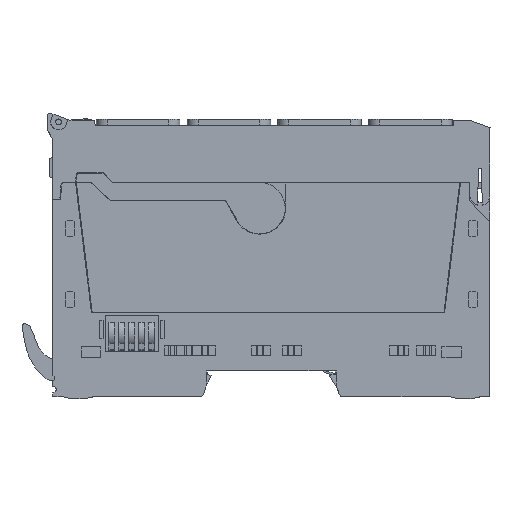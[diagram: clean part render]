
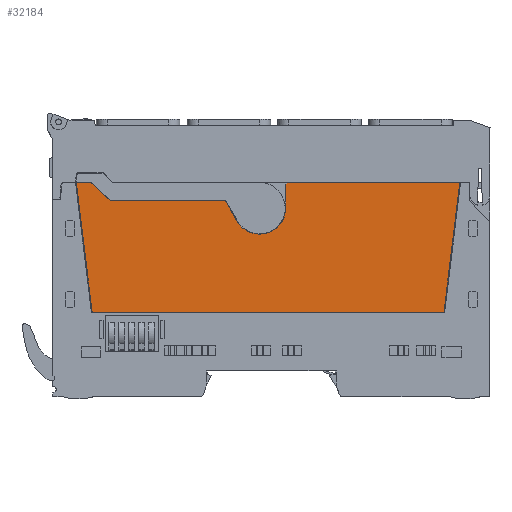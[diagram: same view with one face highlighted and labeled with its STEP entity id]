
A CAD part, left-side view. The second image highlights one B-rep face of the part: STEP entity #32184.
In plain terms, the highlighted planar face has unit normal (-1, 0, 0).
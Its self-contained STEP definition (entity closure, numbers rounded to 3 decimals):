
#1637=AXIS2_PLACEMENT_3D('Plane Axis2P3D',#1634,#1635,#1636) ;
#26664=AXIS2_PLACEMENT_3D('Circle Axis2P3D',#26662,#26663,$) ;
#26714=AXIS2_PLACEMENT_3D('Circle Axis2P3D',#26712,#26713,$) ;
#26789=AXIS2_PLACEMENT_3D('Circle Axis2P3D',#26787,#26788,$) ;
#1634=CARTESIAN_POINT('Axis2P3D Location',(0.,118.817,0.6)) ;
#26494=CARTESIAN_POINT('Vertex',(0.,55.85,52.075)) ;
#26497=CARTESIAN_POINT('Line Origine',(0.,55.85,55.325)) ;
#26501=CARTESIAN_POINT('Vertex',(0.,55.85,58.575)) ;
#26522=CARTESIAN_POINT('Line Origine',(0.,55.6,58.825)) ;
#26526=CARTESIAN_POINT('Vertex',(0.,55.35,59.075)) ;
#26542=CARTESIAN_POINT('Line Origine',(0.,31.799,59.075)) ;
#26546=CARTESIAN_POINT('Vertex',(0.,8.248,59.075)) ;
#26567=CARTESIAN_POINT('Line Origine',(0.,10.421,41.375)) ;
#26571=CARTESIAN_POINT('Vertex',(0.,12.595,23.675)) ;
#26592=CARTESIAN_POINT('Line Origine',(0.,60.65,23.675)) ;
#26596=CARTESIAN_POINT('Vertex',(0.,108.705,23.675)) ;
#26617=CARTESIAN_POINT('Line Origine',(0.,110.879,41.375)) ;
#26621=CARTESIAN_POINT('Vertex',(0.,113.052,59.075)) ;
#26637=CARTESIAN_POINT('Line Origine',(0.,111.224,59.075)) ;
#26641=CARTESIAN_POINT('Vertex',(0.,109.396,59.075)) ;
#26662=CARTESIAN_POINT('Axis2P3D Location',(0.,109.396,58.075)) ;
#26666=CARTESIAN_POINT('Vertex',(0.,108.688,58.782)) ;
#26687=CARTESIAN_POINT('Line Origine',(0.,106.76,56.853)) ;
#26691=CARTESIAN_POINT('Vertex',(0.,104.831,54.924)) ;
#26712=CARTESIAN_POINT('Axis2P3D Location',(0.,102.78,56.975)) ;
#26716=CARTESIAN_POINT('Vertex',(0.,102.78,54.075)) ;
#26737=CARTESIAN_POINT('Line Origine',(0.,87.542,54.075)) ;
#26741=CARTESIAN_POINT('Vertex',(0.,72.303,54.075)) ;
#26762=CARTESIAN_POINT('Line Origine',(0.,70.701,51.3)) ;
#26766=CARTESIAN_POINT('Vertex',(0.,69.099,48.525)) ;
#26787=CARTESIAN_POINT('Axis2P3D Location',(0.,62.95,52.075)) ;
#1635=DIRECTION('Axis2P3D Direction',(1.,0.,0.)) ;
#1636=DIRECTION('Axis2P3D XDirection',(0.,-1.,0.)) ;
#26498=DIRECTION('Vector Direction',(0.,0.,1.)) ;
#26523=DIRECTION('Vector Direction',(0.,-0.707,0.707)) ;
#26543=DIRECTION('Vector Direction',(0.,-1.,0.)) ;
#26568=DIRECTION('Vector Direction',(0.,0.122,-0.993)) ;
#26593=DIRECTION('Vector Direction',(0.,1.,0.)) ;
#26618=DIRECTION('Vector Direction',(0.,0.122,0.993)) ;
#26638=DIRECTION('Vector Direction',(0.,-1.,0.)) ;
#26663=DIRECTION('Axis2P3D Direction',(-1.,0.,0.)) ;
#26688=DIRECTION('Vector Direction',(0.,-0.707,-0.707)) ;
#26713=DIRECTION('Axis2P3D Direction',(-1.,0.,0.)) ;
#26738=DIRECTION('Vector Direction',(0.,-1.,0.)) ;
#26763=DIRECTION('Vector Direction',(0.,-0.5,-0.866)) ;
#26788=DIRECTION('Axis2P3D Direction',(-1.,0.,0.)) ;
#26499=VECTOR('Line Direction',#26498,1.) ;
#26524=VECTOR('Line Direction',#26523,1.) ;
#26544=VECTOR('Line Direction',#26543,1.) ;
#26569=VECTOR('Line Direction',#26568,1.) ;
#26594=VECTOR('Line Direction',#26593,1.) ;
#26619=VECTOR('Line Direction',#26618,1.) ;
#26639=VECTOR('Line Direction',#26638,1.) ;
#26689=VECTOR('Line Direction',#26688,1.) ;
#26739=VECTOR('Line Direction',#26738,1.) ;
#26764=VECTOR('Line Direction',#26763,1.) ;
#32170=ORIENTED_EDGE('',*,*,#26573,.T.) ;
#32171=ORIENTED_EDGE('',*,*,#26548,.T.) ;
#32172=ORIENTED_EDGE('',*,*,#26528,.T.) ;
#32173=ORIENTED_EDGE('',*,*,#26503,.T.) ;
#32174=ORIENTED_EDGE('',*,*,#26791,.T.) ;
#32175=ORIENTED_EDGE('',*,*,#26768,.T.) ;
#32176=ORIENTED_EDGE('',*,*,#26743,.T.) ;
#32177=ORIENTED_EDGE('',*,*,#26718,.T.) ;
#32178=ORIENTED_EDGE('',*,*,#26693,.T.) ;
#32179=ORIENTED_EDGE('',*,*,#26668,.T.) ;
#32180=ORIENTED_EDGE('',*,*,#26643,.T.) ;
#32181=ORIENTED_EDGE('',*,*,#26623,.T.) ;
#32182=ORIENTED_EDGE('',*,*,#26598,.T.) ;
#32184=ADVANCED_FACE('Modul',(#32183),#1638,.F.) ;
#26665=CIRCLE('generated circle',#26664,1.) ;
#26715=CIRCLE('generated circle',#26714,2.9) ;
#26790=CIRCLE('generated circle',#26789,7.1) ;
#26503=EDGE_CURVE('',#26502,#26495,#26500,.F.) ;
#26528=EDGE_CURVE('',#26527,#26502,#26525,.F.) ;
#26548=EDGE_CURVE('',#26547,#26527,#26545,.F.) ;
#26573=EDGE_CURVE('',#26572,#26547,#26570,.F.) ;
#26598=EDGE_CURVE('',#26597,#26572,#26595,.F.) ;
#26623=EDGE_CURVE('',#26622,#26597,#26620,.F.) ;
#26643=EDGE_CURVE('',#26642,#26622,#26640,.F.) ;
#26668=EDGE_CURVE('',#26667,#26642,#26665,.T.) ;
#26693=EDGE_CURVE('',#26692,#26667,#26690,.F.) ;
#26718=EDGE_CURVE('',#26717,#26692,#26715,.F.) ;
#26743=EDGE_CURVE('',#26742,#26717,#26740,.F.) ;
#26768=EDGE_CURVE('',#26767,#26742,#26765,.F.) ;
#26791=EDGE_CURVE('',#26495,#26767,#26790,.F.) ;
#32169=EDGE_LOOP('',(#32170,#32171,#32172,#32173,#32174,#32175,#32176,#32177,#32178,#32179,#32180,#32181,#32182)) ;
#32183=FACE_OUTER_BOUND('',#32169,.T.) ;
#26500=LINE('Line',#26497,#26499) ;
#26525=LINE('Line',#26522,#26524) ;
#26545=LINE('Line',#26542,#26544) ;
#26570=LINE('Line',#26567,#26569) ;
#26595=LINE('Line',#26592,#26594) ;
#26620=LINE('Line',#26617,#26619) ;
#26640=LINE('Line',#26637,#26639) ;
#26690=LINE('Line',#26687,#26689) ;
#26740=LINE('Line',#26737,#26739) ;
#26765=LINE('Line',#26762,#26764) ;
#1638=PLANE('',#1637) ;
#26495=VERTEX_POINT('',#26494) ;
#26502=VERTEX_POINT('',#26501) ;
#26527=VERTEX_POINT('',#26526) ;
#26547=VERTEX_POINT('',#26546) ;
#26572=VERTEX_POINT('',#26571) ;
#26597=VERTEX_POINT('',#26596) ;
#26622=VERTEX_POINT('',#26621) ;
#26642=VERTEX_POINT('',#26641) ;
#26667=VERTEX_POINT('',#26666) ;
#26692=VERTEX_POINT('',#26691) ;
#26717=VERTEX_POINT('',#26716) ;
#26742=VERTEX_POINT('',#26741) ;
#26767=VERTEX_POINT('',#26766) ;
